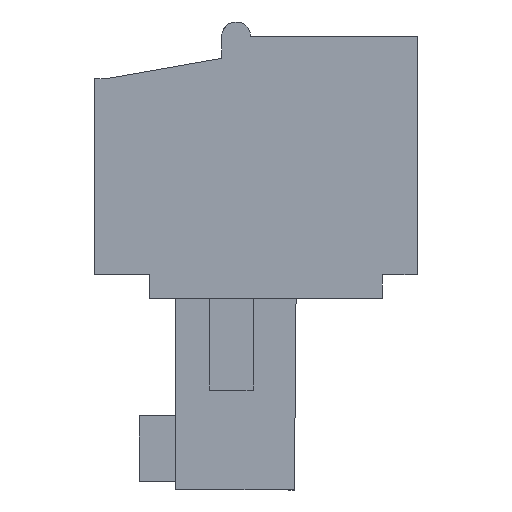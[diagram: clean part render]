
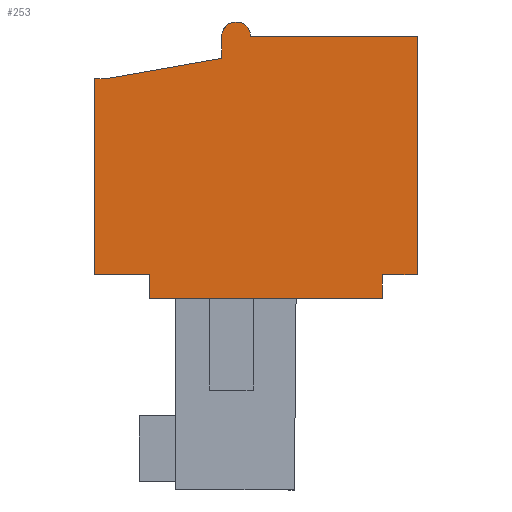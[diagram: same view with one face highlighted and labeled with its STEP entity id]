
A CAD part, left-side view. The second image highlights one B-rep face of the part: STEP entity #253.
In plain terms, the highlighted planar face has unit normal (-1, 0, 0).
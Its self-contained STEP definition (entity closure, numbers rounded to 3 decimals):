
#169=AXIS2_PLACEMENT_3D('Plane Axis2P3D',#166,#167,#168) ;
#187=AXIS2_PLACEMENT_3D('Circle Axis2P3D',#185,#186,$) ;
#40=CARTESIAN_POINT('Vertex',(0.,1.2,7.4)) ;
#45=CARTESIAN_POINT('Line Origine',(0.,1.2,7.)) ;
#49=CARTESIAN_POINT('Vertex',(0.,1.2,6.6)) ;
#131=CARTESIAN_POINT('Vertex',(0.,0.,7.4)) ;
#134=CARTESIAN_POINT('Line Origine',(0.,0.6,7.4)) ;
#166=CARTESIAN_POINT('Axis2P3D Location',(0.,0.,0.)) ;
#171=CARTESIAN_POINT('Line Origine',(0.,0.,11.5)) ;
#175=CARTESIAN_POINT('Vertex',(0.,0.,15.6)) ;
#178=CARTESIAN_POINT('Line Origine',(0.,2.865,15.6)) ;
#182=CARTESIAN_POINT('Vertex',(0.,5.73,15.6)) ;
#185=CARTESIAN_POINT('Axis2P3D Location',(0.,6.23,15.6)) ;
#189=CARTESIAN_POINT('Vertex',(0.,6.73,15.6)) ;
#192=CARTESIAN_POINT('Line Origine',(0.,6.73,15.225)) ;
#196=CARTESIAN_POINT('Vertex',(0.,6.73,14.85)) ;
#199=CARTESIAN_POINT('Line Origine',(0.,8.715,14.5)) ;
#203=CARTESIAN_POINT('Vertex',(0.,10.7,14.15)) ;
#206=CARTESIAN_POINT('Line Origine',(0.,10.9,14.15)) ;
#210=CARTESIAN_POINT('Vertex',(0.,11.1,14.15)) ;
#213=CARTESIAN_POINT('Line Origine',(0.,11.1,10.775)) ;
#217=CARTESIAN_POINT('Vertex',(0.,11.1,7.4)) ;
#220=CARTESIAN_POINT('Line Origine',(0.,10.15,7.4)) ;
#224=CARTESIAN_POINT('Vertex',(0.,9.2,7.4)) ;
#227=CARTESIAN_POINT('Line Origine',(0.,9.2,7.)) ;
#231=CARTESIAN_POINT('Vertex',(0.,9.2,6.6)) ;
#234=CARTESIAN_POINT('Line Origine',(0.,5.2,6.6)) ;
#46=DIRECTION('Vector Direction',(0.,0.,-1.)) ;
#135=DIRECTION('Vector Direction',(0.,1.,0.)) ;
#167=DIRECTION('Axis2P3D Direction',(-1.,0.,0.)) ;
#168=DIRECTION('Axis2P3D XDirection',(0.,0.,1.)) ;
#172=DIRECTION('Vector Direction',(0.,0.,-1.)) ;
#179=DIRECTION('Vector Direction',(0.,-1.,0.)) ;
#186=DIRECTION('Axis2P3D Direction',(-1.,0.,0.)) ;
#193=DIRECTION('Vector Direction',(0.,0.,1.)) ;
#200=DIRECTION('Vector Direction',(0.,-0.985,0.174)) ;
#207=DIRECTION('Vector Direction',(0.,-1.,0.)) ;
#214=DIRECTION('Vector Direction',(0.,0.,1.)) ;
#221=DIRECTION('Vector Direction',(0.,1.,0.)) ;
#228=DIRECTION('Vector Direction',(0.,0.,1.)) ;
#235=DIRECTION('Vector Direction',(0.,1.,0.)) ;
#47=VECTOR('Line Direction',#46,1.) ;
#136=VECTOR('Line Direction',#135,1.) ;
#173=VECTOR('Line Direction',#172,1.) ;
#180=VECTOR('Line Direction',#179,1.) ;
#194=VECTOR('Line Direction',#193,1.) ;
#201=VECTOR('Line Direction',#200,1.) ;
#208=VECTOR('Line Direction',#207,1.) ;
#215=VECTOR('Line Direction',#214,1.) ;
#222=VECTOR('Line Direction',#221,1.) ;
#229=VECTOR('Line Direction',#228,1.) ;
#236=VECTOR('Line Direction',#235,1.) ;
#240=ORIENTED_EDGE('',*,*,#177,.T.) ;
#241=ORIENTED_EDGE('',*,*,#184,.T.) ;
#242=ORIENTED_EDGE('',*,*,#191,.T.) ;
#243=ORIENTED_EDGE('',*,*,#198,.T.) ;
#244=ORIENTED_EDGE('',*,*,#205,.T.) ;
#245=ORIENTED_EDGE('',*,*,#212,.T.) ;
#246=ORIENTED_EDGE('',*,*,#219,.T.) ;
#247=ORIENTED_EDGE('',*,*,#226,.T.) ;
#248=ORIENTED_EDGE('',*,*,#233,.T.) ;
#249=ORIENTED_EDGE('',*,*,#238,.T.) ;
#250=ORIENTED_EDGE('',*,*,#51,.T.) ;
#251=ORIENTED_EDGE('',*,*,#138,.T.) ;
#253=ADVANCED_FACE('HOUSING',(#252),#170,.T.) ;
#188=CIRCLE('generated circle',#187,0.5) ;
#51=EDGE_CURVE('',#50,#41,#48,.F.) ;
#138=EDGE_CURVE('',#41,#132,#137,.F.) ;
#177=EDGE_CURVE('',#132,#176,#174,.F.) ;
#184=EDGE_CURVE('',#176,#183,#181,.F.) ;
#191=EDGE_CURVE('',#183,#190,#188,.T.) ;
#198=EDGE_CURVE('',#190,#197,#195,.F.) ;
#205=EDGE_CURVE('',#197,#204,#202,.F.) ;
#212=EDGE_CURVE('',#204,#211,#209,.F.) ;
#219=EDGE_CURVE('',#211,#218,#216,.F.) ;
#226=EDGE_CURVE('',#218,#225,#223,.F.) ;
#233=EDGE_CURVE('',#225,#232,#230,.F.) ;
#238=EDGE_CURVE('',#232,#50,#237,.F.) ;
#239=EDGE_LOOP('',(#240,#241,#242,#243,#244,#245,#246,#247,#248,#249,#250,#251)) ;
#252=FACE_OUTER_BOUND('',#239,.T.) ;
#48=LINE('Line',#45,#47) ;
#137=LINE('Line',#134,#136) ;
#174=LINE('Line',#171,#173) ;
#181=LINE('Line',#178,#180) ;
#195=LINE('Line',#192,#194) ;
#202=LINE('Line',#199,#201) ;
#209=LINE('Line',#206,#208) ;
#216=LINE('Line',#213,#215) ;
#223=LINE('Line',#220,#222) ;
#230=LINE('Line',#227,#229) ;
#237=LINE('Line',#234,#236) ;
#170=PLANE('',#169) ;
#41=VERTEX_POINT('',#40) ;
#50=VERTEX_POINT('',#49) ;
#132=VERTEX_POINT('',#131) ;
#176=VERTEX_POINT('',#175) ;
#183=VERTEX_POINT('',#182) ;
#190=VERTEX_POINT('',#189) ;
#197=VERTEX_POINT('',#196) ;
#204=VERTEX_POINT('',#203) ;
#211=VERTEX_POINT('',#210) ;
#218=VERTEX_POINT('',#217) ;
#225=VERTEX_POINT('',#224) ;
#232=VERTEX_POINT('',#231) ;
